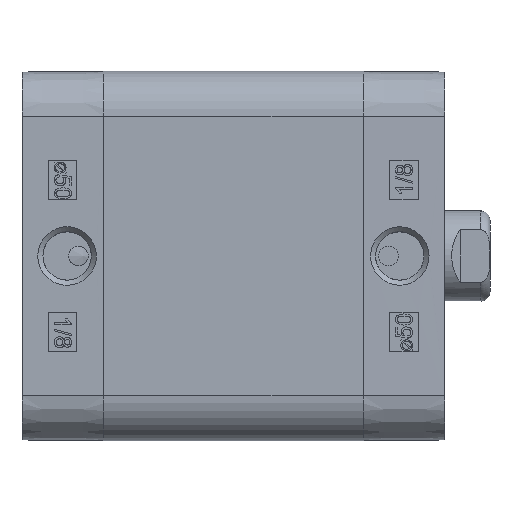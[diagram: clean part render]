
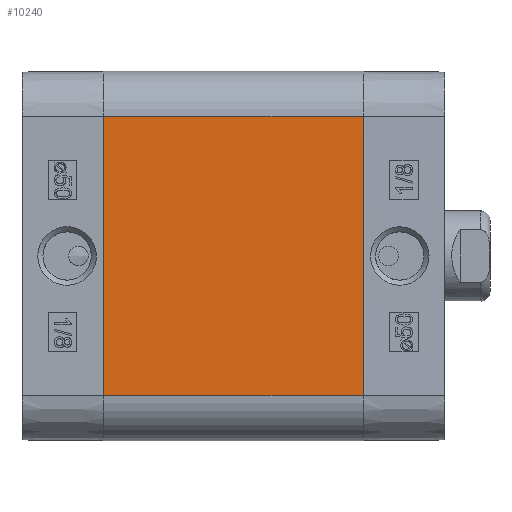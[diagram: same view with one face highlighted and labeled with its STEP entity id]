
A CAD part, left-side view. The second image highlights one B-rep face of the part: STEP entity #10240.
In plain terms, the highlighted planar face has unit normal (-1, 0, 0).
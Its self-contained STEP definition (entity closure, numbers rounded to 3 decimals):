
#5226=CARTESIAN_POINT('',(-32.75,-46.0,24.75));
#5227=VERTEX_POINT('',#5226);
#5234=CARTESIAN_POINT('',(-32.75,-46.0,-24.75));
#5235=VERTEX_POINT('',#5234);
#5236=CARTESIAN_POINT('',(-32.75,-46.0,-24.75));
#5237=DIRECTION('',(0.0,0.0,1.0));
#5238=VECTOR('',#5237,49.5);
#5239=LINE('',#5236,#5238);
#5240=EDGE_CURVE('',#5235,#5227,#5239,.T.);
#10198=CARTESIAN_POINT('',(-32.75,0.0,-24.75));
#10199=VERTEX_POINT('',#10198);
#10200=CARTESIAN_POINT('',(-32.75,0.0,-24.75));
#10201=DIRECTION('',(0.0,-1.0,0.0));
#10202=VECTOR('',#10201,46.0);
#10203=LINE('',#10200,#10202);
#10204=EDGE_CURVE('',#10199,#5235,#10203,.T.);
#10217=CARTESIAN_POINT('',(-32.75,0.0,-24.75));
#10218=DIRECTION('',(-1.0,0.0,0.0));
#10219=DIRECTION('',(0.0,0.0,1.0));
#10220=AXIS2_PLACEMENT_3D('',#10217,#10218,#10219);
#10221=PLANE('',#10220);
#10222=ORIENTED_EDGE('',*,*,#5240,.T.);
#10223=CARTESIAN_POINT('',(-32.75,0.0,24.75));
#10224=VERTEX_POINT('',#10223);
#10225=CARTESIAN_POINT('',(-32.75,0.0,24.75));
#10226=DIRECTION('',(0.0,-1.0,0.0));
#10227=VECTOR('',#10226,46.0);
#10228=LINE('',#10225,#10227);
#10229=EDGE_CURVE('',#10224,#5227,#10228,.T.);
#10230=ORIENTED_EDGE('',*,*,#10229,.F.);
#10231=CARTESIAN_POINT('',(-32.75,0.0,-24.75));
#10232=DIRECTION('',(0.0,0.0,1.0));
#10233=VECTOR('',#10232,49.5);
#10234=LINE('',#10231,#10233);
#10235=EDGE_CURVE('',#10199,#10224,#10234,.T.);
#10236=ORIENTED_EDGE('',*,*,#10235,.F.);
#10237=ORIENTED_EDGE('',*,*,#10204,.T.);
#10238=EDGE_LOOP('',(#10222,#10230,#10236,#10237));
#10239=FACE_OUTER_BOUND('',#10238,.T.);
#10240=ADVANCED_FACE('',(#10239),#10221,.T.);
